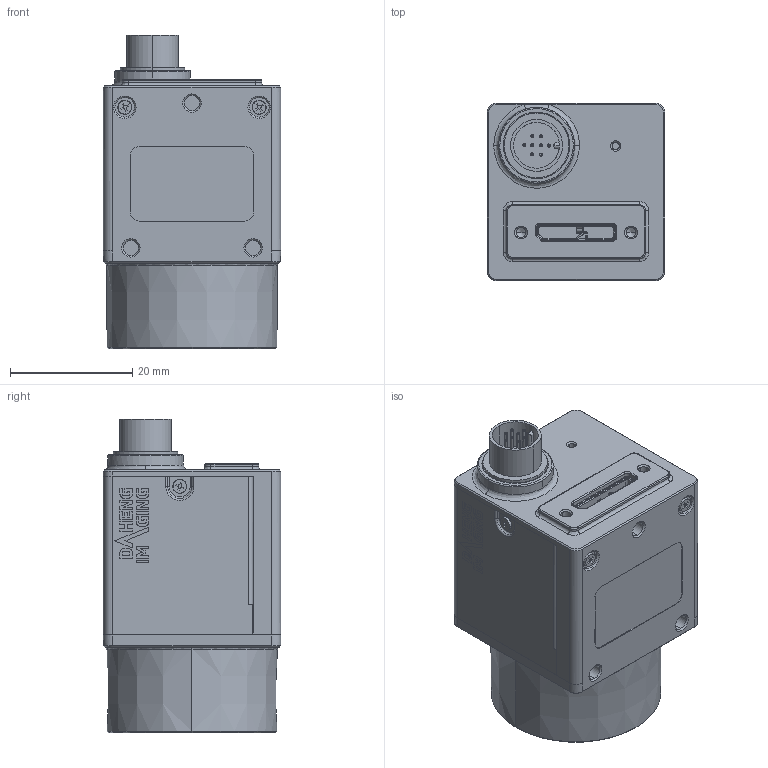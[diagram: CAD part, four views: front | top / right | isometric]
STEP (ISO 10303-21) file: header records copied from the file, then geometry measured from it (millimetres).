
FILE_DESCRIPTION (( 'STEP AP203' ), '1' );
FILE_NAME ('mer2_u3_user_a1.0.2.STEP', '2021-04-23T04:48:45', ( '' ), ( '' ), 'SwSTEP 2.0', 'SolidWorks 2016', '' );
FILE_SCHEMA (( 'CONFIG_CONTROL_DESIGN' ));
Length unit declared in the file: millimetre
Products named in the file (3): mer2_u3_user_a1.0.1; merpr_hc(8pin)_a2.0.0; mer2_u3_user_a1.0.2
Assembly tree (2 placements, depth 2):
  mer2_u3_user_a1.0.2
    mer2_u3_user_a1.0.1
    merpr_hc(8pin)_a2.0.0
Bounding box: 29 x 29 x 51.3 mm (x, y, z)
Volume: 23448.1 mm3; surface area: 18807.4 mm2
Topology: 9 solids, 18 shells, 1963 faces, 5319 edges, 3415 vertices
Faces by surface type: plane 967, cylinder 658, bspline 179, cone 118, torus 41
Entity records: 70934 total; most frequent: CARTESIAN_POINT 24231, ORIENTED_EDGE 10590, DIRECTION 8250, EDGE_CURVE 5295, VERTEX_POINT 3415, VECTOR 3106, LINE 3106, AXIS2_PLACEMENT_3D 2572
